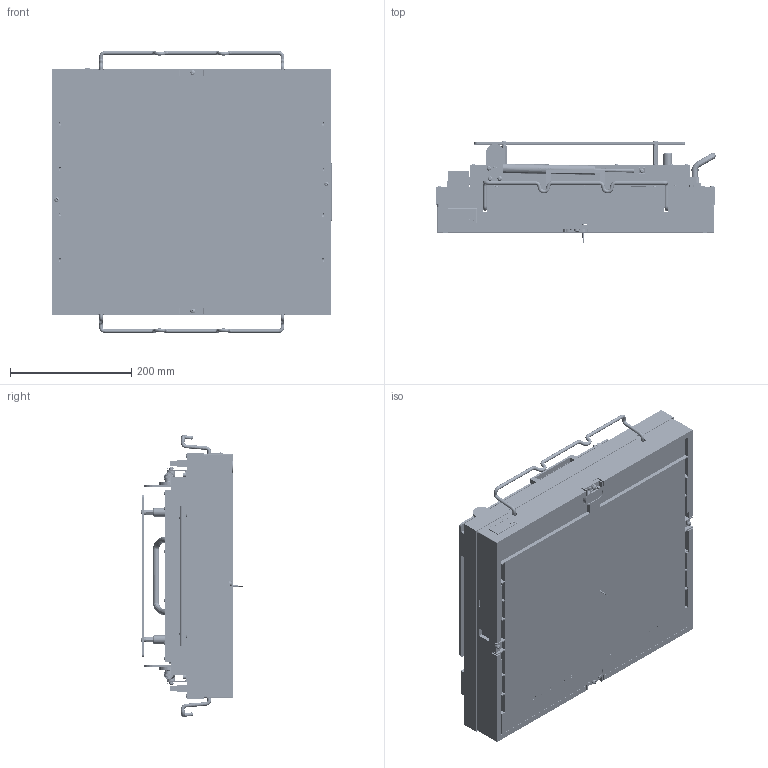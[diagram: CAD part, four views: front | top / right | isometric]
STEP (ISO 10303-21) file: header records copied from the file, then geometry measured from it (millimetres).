
FILE_DESCRIPTION (( 'STEP AP214' ), '1' );
FILE_NAME ('30685~1.STEP', '2019-04-09T08:30:49', ( '' ), ( '' ), 'SwSTEP 2.0', 'SolidWorks 2018', '' );
FILE_SCHEMA (( 'AUTOMOTIVE_DESIGN' ));
Length unit declared in the file: millimetre
Products named in the file (1): 30685~1
Bounding box: 461.3 x 169.36 x 464.8 mm (x, y, z)
Volume: 15584027.9 mm3; surface area: 3464350.5 mm2
Topology: 81 solids, 81 shells, 8029 faces, 21954 edges, 14422 vertices
Faces by surface type: plane 5721, cylinder 1211, bspline 411, torus 334, cone 318, sphere 34
Entity records: 366746 total; most frequent: CARTESIAN_POINT 142412, ORIENTED_EDGE 43868, DIRECTION 39770, EDGE_CURVE 21934, LINE 16804, VECTOR 16804, VERTEX_POINT 14422, AXIS2_PLACEMENT_3D 11483
